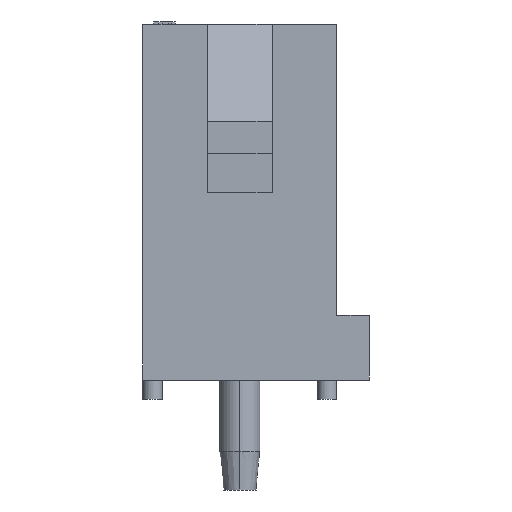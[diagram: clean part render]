
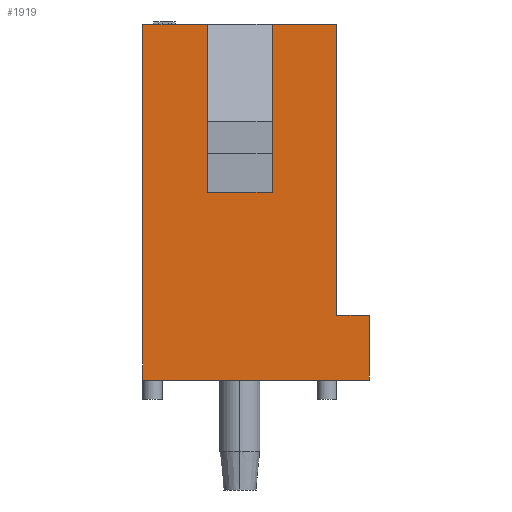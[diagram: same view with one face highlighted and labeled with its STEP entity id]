
A CAD part, left-side view. The second image highlights one B-rep face of the part: STEP entity #1919.
In plain terms, the highlighted planar face has unit normal (-1, 0, 0).
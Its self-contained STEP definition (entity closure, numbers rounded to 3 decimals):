
#99=CARTESIAN_POINT('',(-3.81,3.81,14.732));
#100=VERTEX_POINT('',#99);
#107=CARTESIAN_POINT('',(-3.81,1.27,14.732));
#108=VERTEX_POINT('',#107);
#109=CARTESIAN_POINT('',(-3.81,1.27,14.732));
#110=DIRECTION('',(0.0,1.0,0.0));
#111=VECTOR('',#110,2.54);
#112=LINE('',#109,#111);
#113=EDGE_CURVE('',#108,#100,#112,.T.);
#131=CARTESIAN_POINT('',(-3.81,-1.27,14.732));
#132=VERTEX_POINT('',#131);
#139=CARTESIAN_POINT('',(-3.81,-3.81,14.732));
#140=VERTEX_POINT('',#139);
#141=CARTESIAN_POINT('',(-3.81,-3.81,14.732));
#142=DIRECTION('',(0.0,1.0,0.0));
#143=VECTOR('',#142,2.54);
#144=LINE('',#141,#143);
#145=EDGE_CURVE('',#140,#132,#144,.T.);
#882=CARTESIAN_POINT('',(-3.81,-5.08,0.762));
#883=VERTEX_POINT('',#882);
#890=CARTESIAN_POINT('',(-3.81,3.81,0.762));
#891=VERTEX_POINT('',#890);
#892=CARTESIAN_POINT('',(-3.81,-5.08,0.762));
#893=DIRECTION('',(0.0,1.0,0.0));
#894=VECTOR('',#893,8.89);
#895=LINE('',#892,#894);
#896=EDGE_CURVE('',#883,#891,#895,.T.);
#1158=CARTESIAN_POINT('',(-3.81,3.81,0.762));
#1159=DIRECTION('',(0.0,0.0,1.0));
#1160=VECTOR('',#1159,13.97);
#1161=LINE('',#1158,#1160);
#1162=EDGE_CURVE('',#891,#100,#1161,.T.);
#1619=CARTESIAN_POINT('',(-3.81,-3.81,3.302));
#1620=VERTEX_POINT('',#1619);
#1621=CARTESIAN_POINT('',(-3.81,-3.81,3.302));
#1622=DIRECTION('',(0.0,0.0,1.0));
#1623=VECTOR('',#1622,11.43);
#1624=LINE('',#1621,#1623);
#1625=EDGE_CURVE('',#1620,#140,#1624,.T.);
#1713=CARTESIAN_POINT('',(-3.81,-5.08,3.302));
#1714=VERTEX_POINT('',#1713);
#1715=CARTESIAN_POINT('',(-3.81,-5.08,3.302));
#1716=DIRECTION('',(0.0,1.0,0.0));
#1717=VECTOR('',#1716,1.27);
#1718=LINE('',#1715,#1717);
#1719=EDGE_CURVE('',#1714,#1620,#1718,.T.);
#1873=CARTESIAN_POINT('',(-3.81,-5.08,0.762));
#1874=DIRECTION('',(0.0,0.0,1.0));
#1875=VECTOR('',#1874,2.54);
#1876=LINE('',#1873,#1875);
#1877=EDGE_CURVE('',#883,#1714,#1876,.T.);
#1883=CARTESIAN_POINT('',(-3.81,-5.524,0.063));
#1884=DIRECTION('',(-1.0,0.0,0.0));
#1885=DIRECTION('',(0.0,0.0,1.0));
#1886=AXIS2_PLACEMENT_3D('',#1883,#1884,#1885);
#1887=PLANE('',#1886);
#1888=ORIENTED_EDGE('',*,*,#145,.T.);
#1889=CARTESIAN_POINT('',(-3.81,-1.27,8.128));
#1890=VERTEX_POINT('',#1889);
#1891=CARTESIAN_POINT('',(-3.81,-1.27,8.128));
#1892=DIRECTION('',(0.0,0.0,1.0));
#1893=VECTOR('',#1892,6.604);
#1894=LINE('',#1891,#1893);
#1895=EDGE_CURVE('',#1890,#132,#1894,.T.);
#1896=ORIENTED_EDGE('',*,*,#1895,.F.);
#1897=CARTESIAN_POINT('',(-3.81,1.27,8.128));
#1898=VERTEX_POINT('',#1897);
#1899=CARTESIAN_POINT('',(-3.81,1.27,8.128));
#1900=DIRECTION('',(0.0,-1.0,0.0));
#1901=VECTOR('',#1900,2.54);
#1902=LINE('',#1899,#1901);
#1903=EDGE_CURVE('',#1898,#1890,#1902,.T.);
#1904=ORIENTED_EDGE('',*,*,#1903,.F.);
#1905=CARTESIAN_POINT('',(-3.81,1.27,8.128));
#1906=DIRECTION('',(0.0,0.0,1.0));
#1907=VECTOR('',#1906,6.604);
#1908=LINE('',#1905,#1907);
#1909=EDGE_CURVE('',#1898,#108,#1908,.T.);
#1910=ORIENTED_EDGE('',*,*,#1909,.T.);
#1911=ORIENTED_EDGE('',*,*,#113,.T.);
#1912=ORIENTED_EDGE('',*,*,#1162,.F.);
#1913=ORIENTED_EDGE('',*,*,#896,.F.);
#1914=ORIENTED_EDGE('',*,*,#1877,.T.);
#1915=ORIENTED_EDGE('',*,*,#1719,.T.);
#1916=ORIENTED_EDGE('',*,*,#1625,.T.);
#1917=EDGE_LOOP('',(#1888,#1896,#1904,#1910,#1911,#1912,#1913,#1914,#1915,#1916));
#1918=FACE_OUTER_BOUND('',#1917,.T.);
#1919=ADVANCED_FACE('',(#1918),#1887,.T.);
